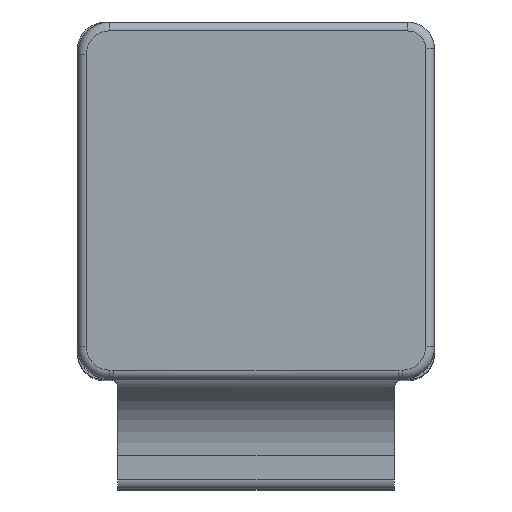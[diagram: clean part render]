
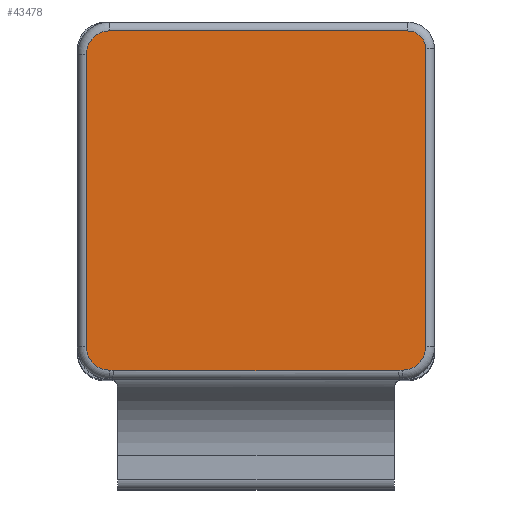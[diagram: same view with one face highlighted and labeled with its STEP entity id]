
A CAD part, top view. The second image highlights one B-rep face of the part: STEP entity #43478.
In plain terms, the highlighted face is planar.
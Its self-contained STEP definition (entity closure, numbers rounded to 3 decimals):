
#42164=DIRECTION('',(-1.,0.,0.));
#42165=VECTOR('',#42164,16.4);
#42166=CARTESIAN_POINT('',(8.2,16.,9.5));
#42167=LINE('',#42166,#42165);
#42187=DIRECTION('',(0.,0.,-1.));
#42188=VECTOR('',#42187,16.7);
#42189=CARTESIAN_POINT('',(-9.5,16.,8.2));
#42190=LINE('',#42189,#42188);
#42210=DIRECTION('',(1.,0.,0.));
#42211=VECTOR('',#42210,16.7);
#42212=CARTESIAN_POINT('',(-8.5,16.,-9.5));
#42213=LINE('',#42212,#42211);
#42262=DIRECTION('',(0.,0.,1.));
#42263=VECTOR('',#42262,15.955);
#42264=CARTESIAN_POINT('',(9.526,16.,-7.978));
#42265=LINE('',#42264,#42263);
#42266=CARTESIAN_POINT('',(10.45,16.,8.2));
#42267=DIRECTION('',(0.,-1.,0.));
#42268=DIRECTION('',(-1.,0.,0.));
#42269=AXIS2_PLACEMENT_3D('',#42266,#42267,#42268);
#42271=CARTESIAN_POINT('',(8.2,16.,8.2));
#42272=DIRECTION('',(0.,1.,0.));
#42273=DIRECTION('',(0.,0.,1.));
#42274=AXIS2_PLACEMENT_3D('',#42271,#42272,#42273);
#42276=CARTESIAN_POINT('',(-8.2,16.,8.2));
#42277=DIRECTION('',(0.,1.,0.));
#42278=DIRECTION('',(-1.,0.,0.));
#42279=AXIS2_PLACEMENT_3D('',#42276,#42277,#42278);
#42281=CARTESIAN_POINT('',(-8.5,16.,-8.5));
#42282=DIRECTION('',(0.,1.,0.));
#42283=DIRECTION('',(0.,0.,-1.));
#42284=AXIS2_PLACEMENT_3D('',#42281,#42282,#42283);
#42286=CARTESIAN_POINT('',(8.2,16.,-8.2));
#42287=DIRECTION('',(0.,1.,0.));
#42288=DIRECTION('',(1.,0.,0.));
#42289=AXIS2_PLACEMENT_3D('',#42286,#42287,#42288);
#42291=CARTESIAN_POINT('',(10.45,16.,-8.2));
#42292=DIRECTION('',(0.,-1.,0.));
#42293=DIRECTION('',(-0.972,0.,0.234));
#42294=AXIS2_PLACEMENT_3D('',#42291,#42292,#42293);
#42505=CARTESIAN_POINT('',(-8.2,16.,9.5));
#42507=VERTEX_POINT('',#42505);
#42516=CARTESIAN_POINT('',(-9.5,16.,8.2));
#42518=VERTEX_POINT('',#42516);
#42528=CARTESIAN_POINT('',(9.526,16.,-7.978));
#42529=CARTESIAN_POINT('',(9.526,16.,7.978));
#42530=VERTEX_POINT('',#42528);
#42531=VERTEX_POINT('',#42529);
#42536=CARTESIAN_POINT('',(-8.5,16.,-9.5));
#42537=CARTESIAN_POINT('',(8.2,16.,-9.5));
#42538=VERTEX_POINT('',#42536);
#42539=VERTEX_POINT('',#42537);
#42540=CARTESIAN_POINT('',(9.5,16.,
-8.2));
#42541=VERTEX_POINT('',#42540);
#42556=CARTESIAN_POINT('',(9.5,16.,8.2));
#42557=VERTEX_POINT('',#42556);
#42576=CARTESIAN_POINT('',(-9.5,16.,-8.5));
#42577=VERTEX_POINT('',#42576);
#42597=CARTESIAN_POINT('',(8.2,16.,9.5));
#42598=VERTEX_POINT('',#42597);
#43461=CARTESIAN_POINT('',(0.,16.,0.));
#43462=DIRECTION('',(0.,1.,0.));
#43463=DIRECTION('',(0.,0.,1.));
#43464=AXIS2_PLACEMENT_3D('',#43461,#43462,#43463);
#43465=PLANE('',#43464);
#43466=ORIENTED_EDGE('',*,*,#43299,.F.);
#43467=ORIENTED_EDGE('',*,*,#43316,.F.);
#43468=ORIENTED_EDGE('',*,*,#43330,.T.);
#43469=ORIENTED_EDGE('',*,*,#43344,.F.);
#43470=ORIENTED_EDGE('',*,*,#43358,.T.);
#43471=ORIENTED_EDGE('',*,*,#43372,.F.);
#43472=ORIENTED_EDGE('',*,*,#43386,.T.);
#43473=ORIENTED_EDGE('',*,*,#43401,.F.);
#43474=ORIENTED_EDGE('',*,*,#43441,.F.);
#43475=ORIENTED_EDGE('',*,*,#43456,.T.);
#43476=EDGE_LOOP('',(#43466,#43467,#43468,#43469,#43470,#43471,#43472,#43473,
#43474,#43475));
#43477=FACE_OUTER_BOUND('',#43476,.F.);
#43478=ADVANCED_FACE('',(#43477),#43465,.T.);
#42270=CIRCLE('',#42269,0.95);
#42275=CIRCLE('',#42274,1.3);
#42280=CIRCLE('',#42279,1.3);
#42285=CIRCLE('',#42284,1.);
#42290=CIRCLE('',#42289,1.3);
#42295=CIRCLE('',#42294,0.95);
#43299=EDGE_CURVE('',#42557,#42531,#42270,.T.);
#43316=EDGE_CURVE('',#42598,#42557,#42275,.T.);
#43330=EDGE_CURVE('',#42598,#42507,#42167,.T.);
#43344=EDGE_CURVE('',#42518,#42507,#42280,.T.);
#43358=EDGE_CURVE('',#42518,#42577,#42190,.T.);
#43372=EDGE_CURVE('',#42538,#42577,#42285,.T.);
#43386=EDGE_CURVE('',#42538,#42539,#42213,.T.);
#43401=EDGE_CURVE('',#42541,#42539,#42290,.T.);
#43441=EDGE_CURVE('',#42530,#42541,#42295,.T.);
#43456=EDGE_CURVE('',#42530,#42531,#42265,.T.);
